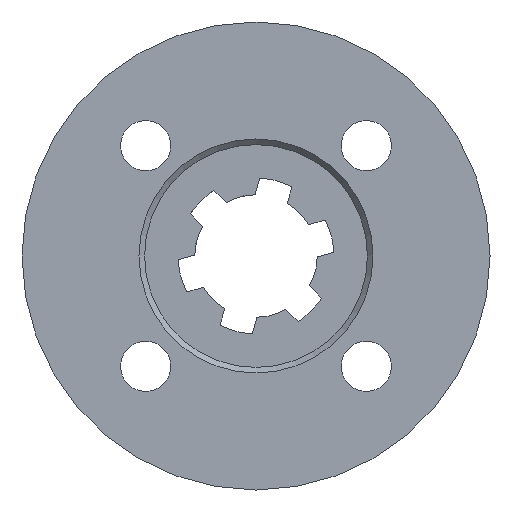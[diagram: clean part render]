
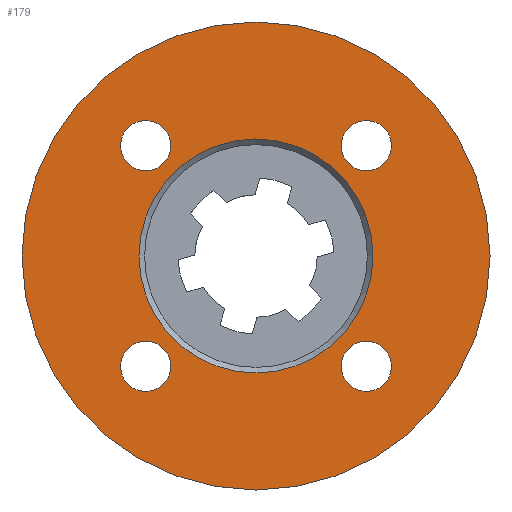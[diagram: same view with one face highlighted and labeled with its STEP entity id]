
A CAD part, left-side view. The second image highlights one B-rep face of the part: STEP entity #179.
In plain terms, the highlighted planar face has unit normal (-1, 0, 0).
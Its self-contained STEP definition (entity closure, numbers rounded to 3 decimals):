
#73=CARTESIAN_POINT('',(3.5,0.,10.5));
#74=VERTEX_POINT('',#73);
#75=CARTESIAN_POINT('',(3.5,0.0,0.0));
#76=DIRECTION('',(-1.0,0.0,0.0));
#77=DIRECTION('',(0.0,0.0,-1.0));
#78=AXIS2_PLACEMENT_3D('',#75,#76,#77);
#79=CIRCLE('',#78,10.5);
#80=EDGE_CURVE('',#74,#74,#79,.T.);
#116=CARTESIAN_POINT('',(3.5,0.0,0.0));
#117=DIRECTION('',(1.0,0.0,0.0));
#118=DIRECTION('',(0.0,0.0,-1.0));
#119=AXIS2_PLACEMENT_3D('',#116,#117,#118);
#120=PLANE('',#119);
#121=CARTESIAN_POINT('',(3.5,0.,21.));
#122=VERTEX_POINT('',#121);
#123=CARTESIAN_POINT('',(3.5,0.0,0.0));
#124=DIRECTION('',(1.0,0.0,0.0));
#125=DIRECTION('',(0.0,1.0,0.0));
#126=AXIS2_PLACEMENT_3D('',#123,#124,#125);
#127=CIRCLE('',#126,21.);
#128=EDGE_CURVE('',#122,#122,#127,.T.);
#129=ORIENTED_EDGE('',*,*,#128,.F.);
#130=EDGE_LOOP('',(#129));
#131=FACE_OUTER_BOUND('',#130,.T.);
#132=CARTESIAN_POINT('',(3.5,-9.898,-7.648));
#133=VERTEX_POINT('',#132);
#134=CARTESIAN_POINT('',(3.5,-9.898,-9.898));
#135=DIRECTION('',(-1.0,0.0,0.0));
#136=DIRECTION('',(0.0,1.0,0.0));
#137=AXIS2_PLACEMENT_3D('',#134,#135,#136);
#138=CIRCLE('',#137,2.25);
#139=EDGE_CURVE('',#133,#133,#138,.T.);
#140=ORIENTED_EDGE('',*,*,#139,.F.);
#141=EDGE_LOOP('',(#140));
#142=FACE_BOUND('',#141,.T.);
#143=CARTESIAN_POINT('',(3.5,-9.898,12.148));
#144=VERTEX_POINT('',#143);
#145=CARTESIAN_POINT('',(3.5,-9.898,9.898));
#146=DIRECTION('',(-1.0,0.0,0.0));
#147=DIRECTION('',(0.0,1.0,0.0));
#148=AXIS2_PLACEMENT_3D('',#145,#146,#147);
#149=CIRCLE('',#148,2.25);
#150=EDGE_CURVE('',#144,#144,#149,.T.);
#151=ORIENTED_EDGE('',*,*,#150,.F.);
#152=EDGE_LOOP('',(#151));
#153=FACE_BOUND('',#152,.T.);
#154=CARTESIAN_POINT('',(3.5,9.898,12.148));
#155=VERTEX_POINT('',#154);
#156=CARTESIAN_POINT('',(3.5,9.898,9.898));
#157=DIRECTION('',(-1.0,0.0,0.0));
#158=DIRECTION('',(0.0,1.0,0.0));
#159=AXIS2_PLACEMENT_3D('',#156,#157,#158);
#160=CIRCLE('',#159,2.25);
#161=EDGE_CURVE('',#155,#155,#160,.T.);
#162=ORIENTED_EDGE('',*,*,#161,.F.);
#163=EDGE_LOOP('',(#162));
#164=FACE_BOUND('',#163,.T.);
#165=CARTESIAN_POINT('',(3.5,9.898,-7.648));
#166=VERTEX_POINT('',#165);
#167=CARTESIAN_POINT('',(3.5,9.898,-9.898));
#168=DIRECTION('',(-1.0,0.0,0.0));
#169=DIRECTION('',(0.0,1.0,0.0));
#170=AXIS2_PLACEMENT_3D('',#167,#168,#169);
#171=CIRCLE('',#170,2.25);
#172=EDGE_CURVE('',#166,#166,#171,.T.);
#173=ORIENTED_EDGE('',*,*,#172,.F.);
#174=EDGE_LOOP('',(#173));
#175=FACE_BOUND('',#174,.T.);
#176=ORIENTED_EDGE('',*,*,#80,.F.);
#177=EDGE_LOOP('',(#176));
#178=FACE_BOUND('',#177,.T.);
#179=ADVANCED_FACE('',(#131,#142,#153,#164,#175,#178),#120,.F.);
